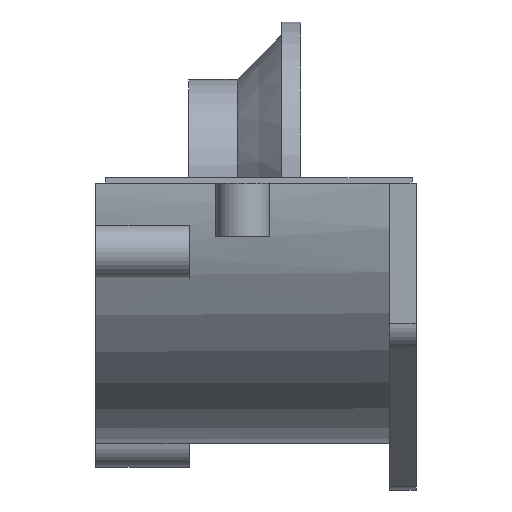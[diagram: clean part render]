
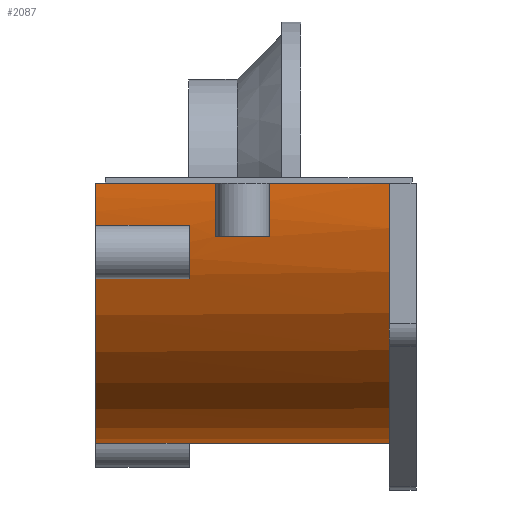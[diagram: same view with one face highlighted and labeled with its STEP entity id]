
A CAD part, left-side view. The second image highlights one B-rep face of the part: STEP entity #2087.
In plain terms, the highlighted cylindrical face has radius 97.5 mm (diameter 195 mm), a partial arc.
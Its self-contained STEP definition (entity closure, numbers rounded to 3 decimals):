
#17 = CARTESIAN_POINT ( 'NONE',  ( -95.427, -3.322, -20. ) ) ;
#64 = CARTESIAN_POINT ( 'NONE',  ( 0., 79.8, 0. ) ) ;
#178 = CARTESIAN_POINT ( 'NONE',  ( -96.197, 62.3, -15.889 ) ) ;
#190 = CARTESIAN_POINT ( 'NONE',  ( -96.197, 44.8, -15.889 ) ) ;
#247 = DIRECTION ( 'NONE',  ( 0., 1., 0. ) ) ;
#262 = VERTEX_POINT ( 'NONE', #190 ) ;
#303 = EDGE_CURVE ( 'NONE', #2342, #2150, #2529, .T. ) ;
#319 = DIRECTION ( 'NONE',  ( 0., 1., 0. ) ) ;
#334 = LINE ( 'NONE', #2626, #1907 ) ;
#356 = CARTESIAN_POINT ( 'NONE',  ( 0., -30.2, 0. ) ) ;
#405 = DIRECTION ( 'NONE',  ( 0., -1., 0. ) ) ;
#493 = CARTESIAN_POINT ( 'NONE',  ( 0., -3.322, -97.5 ) ) ;
#527 = CARTESIAN_POINT ( 'NONE',  ( -97.5, 79.8, 0. ) ) ;
#544 = CARTESIAN_POINT ( 'NONE',  ( -95.427, 14.8, -20. ) ) ;
#613 = AXIS2_PLACEMENT_3D ( 'NONE', #2905, #2250, #678 ) ;
#663 = CARTESIAN_POINT ( 'NONE',  ( -97.5, 0., 0. ) ) ;
#678 = DIRECTION ( 'NONE',  ( 0., 0., 1. ) ) ;
#695 = DIRECTION ( 'NONE',  ( 0., -1., 0. ) ) ;
#771 = CARTESIAN_POINT ( 'NONE',  ( 0., 79.8, 0. ) ) ;
#777 = ORIENTED_EDGE ( 'NONE', *, *, #3995, .T. ) ;
#839 = DIRECTION ( 'NONE',  ( 0., -1., 0. ) ) ;
#853 = VECTOR ( 'NONE', #2861, 1000. ) ;
#862 = VERTEX_POINT ( 'NONE', #527 ) ;
#891 = VERTEX_POINT ( 'NONE', #3652 ) ;
#912 = VERTEX_POINT ( 'NONE', #2115 ) ;
#913 = VERTEX_POINT ( 'NONE', #544 ) ;
#1039 = DIRECTION ( 'NONE',  ( 0., 0., -1. ) ) ;
#1119 = EDGE_CURVE ( 'NONE', #891, #1927, #334, .T. ) ;
#1172 = EDGE_CURVE ( 'NONE', #912, #1579, #2207, .T. ) ;
#1232 = EDGE_CURVE ( 'NONE', #262, #3982, #3785, .T. ) ;
#1285 = VECTOR ( 'NONE', #3007, 1000. ) ;
#1287 = ORIENTED_EDGE ( 'NONE', *, *, #3072, .F. ) ;
#1308 = EDGE_CURVE ( 'NONE', #262, #1927, #1751, .T. ) ;
#1314 = FACE_OUTER_BOUND ( 'NONE', #2364, .T. ) ;
#1357 = CIRCLE ( 'NONE', #3582, 97.5 ) ;
#1394 = CIRCLE ( 'NONE', #3353, 97.5 ) ;
#1435 = ORIENTED_EDGE ( 'NONE', *, *, #2699, .F. ) ;
#1468 = ORIENTED_EDGE ( 'NONE', *, *, #1119, .F. ) ;
#1576 = DIRECTION ( 'NONE',  ( 0., -1., 0. ) ) ;
#1579 = VERTEX_POINT ( 'NONE', #3714 ) ;
#1599 = CIRCLE ( 'NONE', #2734, 97.5 ) ;
#1712 = EDGE_CURVE ( 'NONE', #912, #2150, #1599, .T. ) ;
#1751 = CIRCLE ( 'NONE', #2047, 97.5 ) ;
#1783 = EDGE_CURVE ( 'NONE', #862, #3982, #1357, .T. ) ;
#1874 = CARTESIAN_POINT ( 'NONE',  ( 0., 14.8, 0. ) ) ;
#1907 = VECTOR ( 'NONE', #2277, 1000. ) ;
#1927 = VERTEX_POINT ( 'NONE', #2028 ) ;
#1980 = DIRECTION ( 'NONE',  ( 0., -1., 0. ) ) ;
#1981 = CARTESIAN_POINT ( 'NONE',  ( -96.197, 79.8, -15.889 ) ) ;
#2028 = CARTESIAN_POINT ( 'NONE',  ( -91.253, 44.8, -34.338 ) ) ;
#2047 = AXIS2_PLACEMENT_3D ( 'NONE', #2049, #3580, #3274 ) ;
#2049 = CARTESIAN_POINT ( 'NONE',  ( 0., 44.8, 0. ) ) ;
#2064 = CARTESIAN_POINT ( 'NONE',  ( 0., 79.8, -97.5 ) ) ;
#2087 = ADVANCED_FACE ( 'NONE', ( #1314 ), #3469, .T. ) ;
#2115 = CARTESIAN_POINT ( 'NONE',  ( -97.5, -30.2, 0. ) ) ;
#2124 = DIRECTION ( 'NONE',  ( 1., 0., 0. ) ) ;
#2150 = VERTEX_POINT ( 'NONE', #3719 ) ;
#2207 = LINE ( 'NONE', #3536, #3943 ) ;
#2247 = EDGE_CURVE ( 'NONE', #2664, #913, #2392, .T. ) ;
#2250 = DIRECTION ( 'NONE',  ( 0., -1., 0. ) ) ;
#2277 = DIRECTION ( 'NONE',  ( 0., -1., 0. ) ) ;
#2332 = VECTOR ( 'NONE', #1980, 1000. ) ;
#2342 = VERTEX_POINT ( 'NONE', #2064 ) ;
#2364 = EDGE_LOOP ( 'NONE', ( #777, #3218, #4009, #2404, #1435, #3487, #1287, #3242, #3422, #3561, #2581, #1468 ) ) ;
#2392 = LINE ( 'NONE', #17, #2332 ) ;
#2404 = ORIENTED_EDGE ( 'NONE', *, *, #1172, .T. ) ;
#2474 = DIRECTION ( 'NONE',  ( 0., 0., -1. ) ) ;
#2480 = VERTEX_POINT ( 'NONE', #3216 ) ;
#2529 = LINE ( 'NONE', #493, #3365 ) ;
#2581 = ORIENTED_EDGE ( 'NONE', *, *, #1308, .T. ) ;
#2626 = CARTESIAN_POINT ( 'NONE',  ( -91.253, 62.3, -34.338 ) ) ;
#2664 = VERTEX_POINT ( 'NONE', #3751 ) ;
#2699 = EDGE_CURVE ( 'NONE', #913, #1579, #1394, .T. ) ;
#2734 = AXIS2_PLACEMENT_3D ( 'NONE', #356, #1576, #3784 ) ;
#2800 = AXIS2_PLACEMENT_3D ( 'NONE', #64, #405, #1039 ) ;
#2861 = DIRECTION ( 'NONE',  ( 0., 1., 0. ) ) ;
#2905 = CARTESIAN_POINT ( 'NONE',  ( 0., 34.8, 0. ) ) ;
#2972 = CIRCLE ( 'NONE', #613, 97.5 ) ;
#3007 = DIRECTION ( 'NONE',  ( 0., 1., 0. ) ) ;
#3067 = DIRECTION ( 'NONE',  ( 0., -1., 0. ) ) ;
#3072 = EDGE_CURVE ( 'NONE', #2480, #2664, #2972, .T. ) ;
#3209 = DIRECTION ( 'NONE',  ( 0., 0., -1. ) ) ;
#3216 = CARTESIAN_POINT ( 'NONE',  ( -97.5, 34.8, 0. ) ) ;
#3218 = ORIENTED_EDGE ( 'NONE', *, *, #303, .T. ) ;
#3242 = ORIENTED_EDGE ( 'NONE', *, *, #3435, .T. ) ;
#3274 = DIRECTION ( 'NONE',  ( 0., 0., 1. ) ) ;
#3299 = CIRCLE ( 'NONE', #2800, 97.5 ) ;
#3353 = AXIS2_PLACEMENT_3D ( 'NONE', #1874, #247, #2124 ) ;
#3365 = VECTOR ( 'NONE', #839, 1000. ) ;
#3384 = CARTESIAN_POINT ( 'NONE',  ( 0., -3.322, 0. ) ) ;
#3422 = ORIENTED_EDGE ( 'NONE', *, *, #1783, .T. ) ;
#3435 = EDGE_CURVE ( 'NONE', #2480, #862, #3860, .T. ) ;
#3469 = CYLINDRICAL_SURFACE ( 'NONE', #3664, 97.5 ) ;
#3487 = ORIENTED_EDGE ( 'NONE', *, *, #2247, .F. ) ;
#3536 = CARTESIAN_POINT ( 'NONE',  ( -97.5, 0., 0. ) ) ;
#3561 = ORIENTED_EDGE ( 'NONE', *, *, #1232, .F. ) ;
#3580 = DIRECTION ( 'NONE',  ( 0., -1., 0. ) ) ;
#3582 = AXIS2_PLACEMENT_3D ( 'NONE', #771, #695, #3209 ) ;
#3652 = CARTESIAN_POINT ( 'NONE',  ( -91.253, 79.8, -34.338 ) ) ;
#3664 = AXIS2_PLACEMENT_3D ( 'NONE', #3384, #3067, #2474 ) ;
#3714 = CARTESIAN_POINT ( 'NONE',  ( -97.5, 14.8, 0. ) ) ;
#3719 = CARTESIAN_POINT ( 'NONE',  ( 0., -30.2, -97.5 ) ) ;
#3751 = CARTESIAN_POINT ( 'NONE',  ( -95.427, 34.8, -20. ) ) ;
#3784 = DIRECTION ( 'NONE',  ( 0., 0., 1. ) ) ;
#3785 = LINE ( 'NONE', #178, #1285 ) ;
#3860 = LINE ( 'NONE', #663, #853 ) ;
#3943 = VECTOR ( 'NONE', #319, 1000. ) ;
#3982 = VERTEX_POINT ( 'NONE', #1981 ) ;
#3995 = EDGE_CURVE ( 'NONE', #891, #2342, #3299, .T. ) ;
#4009 = ORIENTED_EDGE ( 'NONE', *, *, #1712, .F. ) ;
